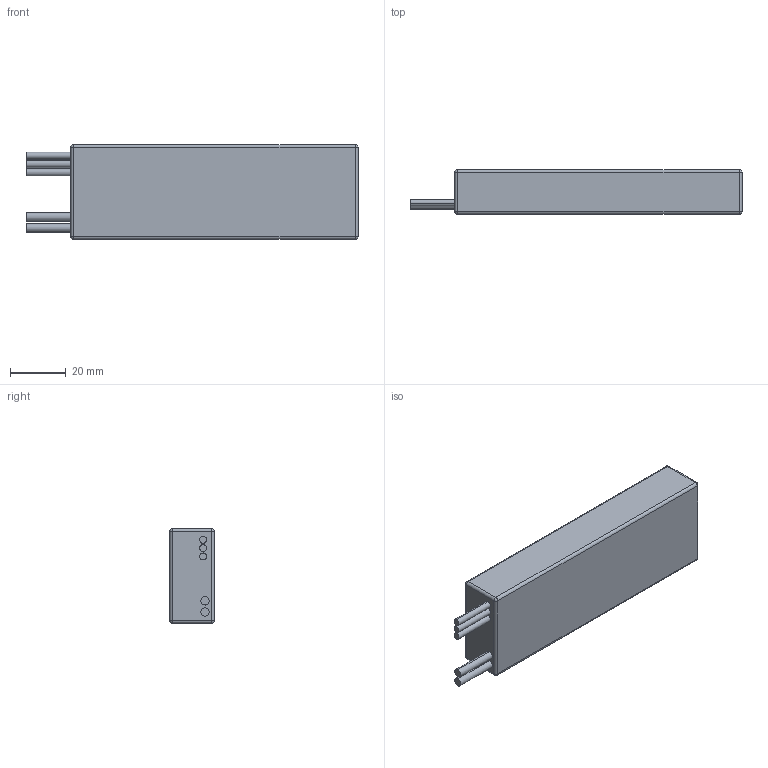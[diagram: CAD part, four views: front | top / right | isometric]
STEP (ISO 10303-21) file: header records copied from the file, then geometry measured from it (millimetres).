
FILE_DESCRIPTION (( 'STEP AP203' ), '1' );
FILE_NAME ('Battery 7.4v 10C 2700 mAh Lipo.STEP', '2025-12-09T16:42:52', ( '' ), ( '' ), 'SwSTEP 2.0', 'SolidWorks 2025', '' );
FILE_SCHEMA (( 'CONFIG_CONTROL_DESIGN' ));
Length unit declared in the file: millimetre
Products named in the file (1): Battery 7.4v 10C 2700 mAh Lipo
Bounding box: 119 x 16 x 34 mm (x, y, z)
Volume: 56363.8 mm3; surface area: 11802.8 mm2
Topology: 1 solids, 1 shells, 41 faces, 86 edges, 44 vertices
Faces by surface type: cylinder 22, plane 11, sphere 8
Entity records: 1099 total; most frequent: DIRECTION 206, CARTESIAN_POINT 164, ORIENTED_EDGE 156, AXIS2_PLACEMENT_3D 86, EDGE_CURVE 78, EDGE_LOOP 46, VERTEX_POINT 44, CIRCLE 44
